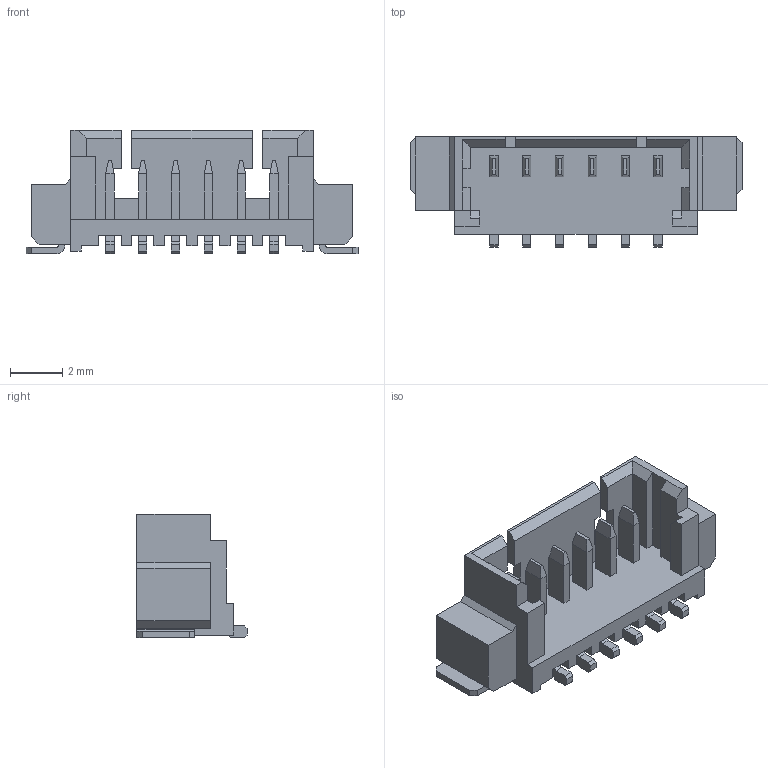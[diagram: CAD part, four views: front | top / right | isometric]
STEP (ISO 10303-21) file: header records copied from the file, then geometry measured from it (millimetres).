
FILE_DESCRIPTION((''),'2;1');
FILE_NAME('533980671','2014-06-17T',('me'),(''),'PRO/ENGINEER BY PARAMETRIC TECHNOLOGY CORPORATION, 2011490','PRO/ENGINEER BY PARAMETRIC TECHNOLOGY CORPORATION, 2011490','');
FILE_SCHEMA(('CONFIG_CONTROL_DESIGN'));
Length unit declared in the file: millimetre
Products named in the file (1): 533980671
Bounding box: 12.65 x 4.2 x 4.7 mm (x, y, z)
Volume: 70.9 mm3; surface area: 341.6 mm2
Topology: 1 solids, 3 shells, 316 faces, 858 edges, 574 vertices
Faces by surface type: plane 308, cylinder 8
Entity records: 9663 total; most frequent: CARTESIAN_POINT 1711, ORIENTED_EDGE 1638, DIRECTION 1502, VECTOR 840, LINE 840, EDGE_CURVE 819, VERTEX_POINT 528, EDGE_LOOP 335
